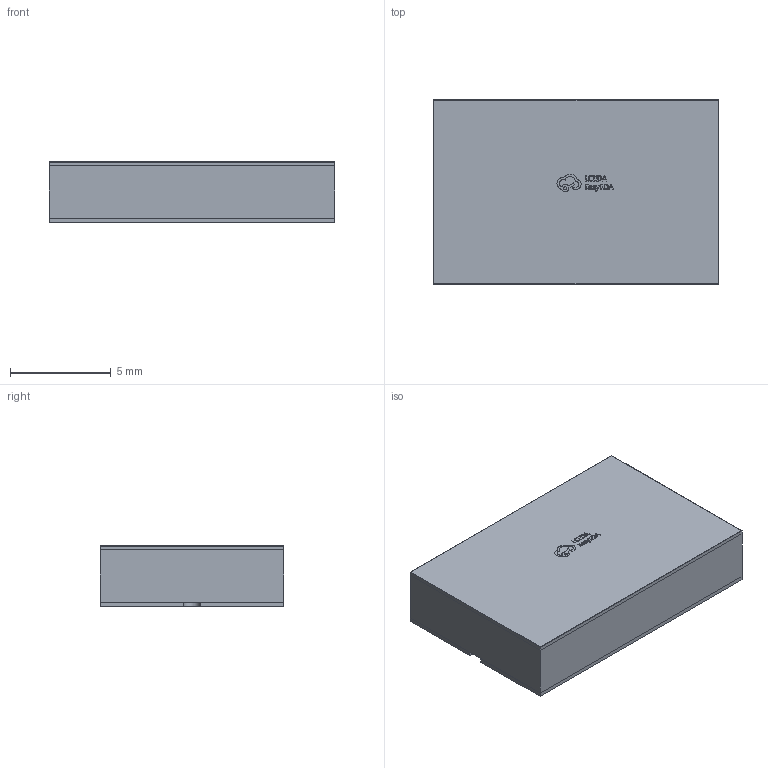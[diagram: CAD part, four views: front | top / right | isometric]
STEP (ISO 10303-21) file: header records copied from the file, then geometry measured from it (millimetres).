
FILE_DESCRIPTION (( 'STEP AP214' ), '1' );
FILE_NAME ('OSC-SMD_5P-L14.2-W9.2-H3.0-BL_ABDFVCTCXO-26.000MHZ-E-2-T2.step', '2022-07-07T03:26:32', ( '' ), ( '' ), 'SwSTEP 2.0', 'SolidWorks 2020', '' );
FILE_SCHEMA (( 'AUTOMOTIVE_DESIGN' ));
Length unit declared in the file: millimetre
Products named in the file (1): OSC-SMD_5P-L14.2-W9.2-H3.0-BL_ABDFVCTCXO-26.000MHZ-E-2-T2
Bounding box: 14.2 x 9.15 x 3 mm (x, y, z)
Volume: 389.7 mm3; surface area: 918.6 mm2
Topology: 3 solids, 3 shells, 385 faces, 1025 edges, 682 vertices
Faces by surface type: plane 258, bspline 112, cylinder 15
Entity records: 16624 total; most frequent: CARTESIAN_POINT 4209, ORIENTED_EDGE 2050, DIRECTION 1363, EDGE_CURVE 1025, LINE 771, VECTOR 771, VERTEX_POINT 682, EDGE_LOOP 421
